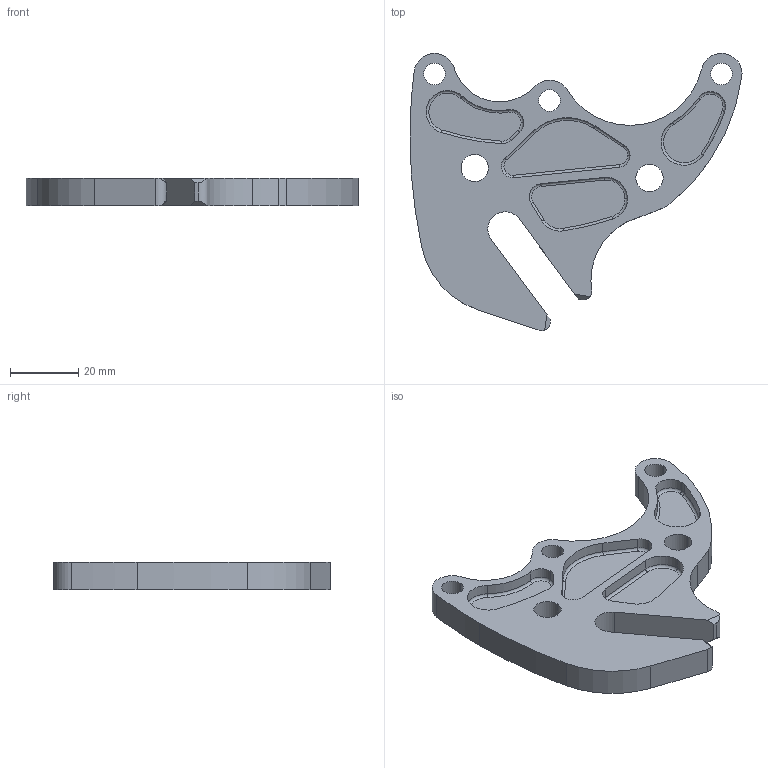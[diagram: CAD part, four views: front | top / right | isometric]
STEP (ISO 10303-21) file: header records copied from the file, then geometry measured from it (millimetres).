
FILE_DESCRIPTION (( 'STEP AP214' ), '1' );
FILE_NAME ('DR4017.STEP', '2018-11-27T22:21:04', ( 'JeffCAD' ), ( 'Microsoft' ), 'SwSTEP 2.0', 'SolidWorks 2018', '' );
FILE_SCHEMA (( 'AUTOMOTIVE_DESIGN' ));
Length unit declared in the file: inch
Products named in the file (1): DR4017
Bounding box: 97.29 x 81.21 x 8 mm (x, y, z)
Volume: 27274.5 mm3; surface area: 13087.5 mm2
Topology: 1 solids, 1 shells, 95 faces, 241 edges, 152 vertices
Faces by surface type: cylinder 53, plane 22, torus 20
Entity records: 2967 total; most frequent: DIRECTION 569, CARTESIAN_POINT 501, ORIENTED_EDGE 482, EDGE_CURVE 241, AXIS2_PLACEMENT_3D 236, VERTEX_POINT 152, CIRCLE 140, EDGE_LOOP 109
